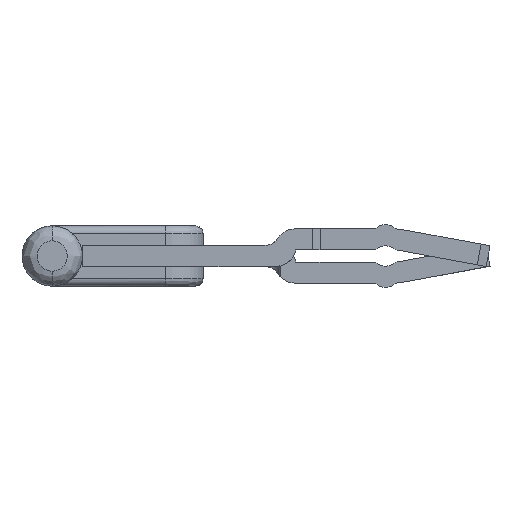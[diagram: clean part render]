
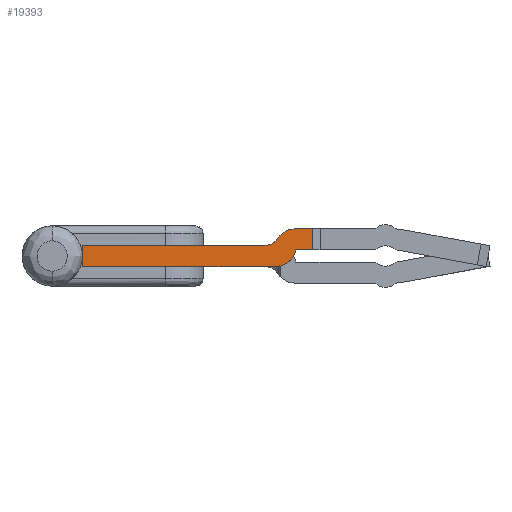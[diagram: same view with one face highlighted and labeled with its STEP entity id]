
A CAD part, left-side view. The second image highlights one B-rep face of the part: STEP entity #19393.
In plain terms, the highlighted planar face has unit normal (-1, 0, 0).
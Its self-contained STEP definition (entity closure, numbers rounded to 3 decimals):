
#23 = DIRECTION ( 'NONE',  ( -1., 0., 0. ) ) ;
#115 = VERTEX_POINT ( 'NONE', #18463 ) ;
#1101 = VECTOR ( 'NONE', #8471, 1000. ) ;
#1128 = CIRCLE ( 'NONE', #29681, 0.7 ) ;
#1283 = AXIS2_PLACEMENT_3D ( 'NONE', #32122, #1296, #19321 ) ;
#1296 = DIRECTION ( 'NONE',  ( -1., 0., 0. ) ) ;
#2296 = VERTEX_POINT ( 'NONE', #4639 ) ;
#2598 = DIRECTION ( 'NONE',  ( 1., 0., 0. ) ) ;
#2983 = VECTOR ( 'NONE', #4974, 1000. ) ;
#3685 = CARTESIAN_POINT ( 'NONE',  ( -119., -7.016, 0.7 ) ) ;
#3819 = ORIENTED_EDGE ( 'NONE', *, *, #8616, .T. ) ;
#3835 = ORIENTED_EDGE ( 'NONE', *, *, #31996, .T. ) ;
#4639 = CARTESIAN_POINT ( 'NONE',  ( -119., -0.63, 0.7 ) ) ;
#4974 = DIRECTION ( 'NONE',  ( 0., -1., 0. ) ) ;
#5397 = CARTESIAN_POINT ( 'NONE',  ( -119., -0.63, 0. ) ) ;
#5523 = EDGE_CURVE ( 'NONE', #2296, #15736, #19678, .T. ) ;
#5867 = DIRECTION ( 'NONE',  ( 0., -1., 0. ) ) ;
#6297 = DIRECTION ( 'NONE',  ( 0., 0., 1. ) ) ;
#6511 = AXIS2_PLACEMENT_3D ( 'NONE', #3685, #21713, #6297 ) ;
#6547 = VECTOR ( 'NONE', #22133, 1000. ) ;
#6558 = ORIENTED_EDGE ( 'NONE', *, *, #23737, .T. ) ;
#7269 = EDGE_CURVE ( 'NONE', #22502, #29595, #21390, .T. ) ;
#7677 = VECTOR ( 'NONE', #27833, 1000. ) ;
#7734 = CARTESIAN_POINT ( 'NONE',  ( -119., -8.25, 0.55 ) ) ;
#7850 = CARTESIAN_POINT ( 'NONE',  ( -119., -0.63, 0. ) ) ;
#7947 = LINE ( 'NONE', #16181, #1101 ) ;
#8471 = DIRECTION ( 'NONE',  ( 0., -1., 0. ) ) ;
#8616 = EDGE_CURVE ( 'NONE', #13751, #22869, #13434, .T. ) ;
#8624 = CARTESIAN_POINT ( 'NONE',  ( -119., -7.095, 0.929 ) ) ;
#12201 = CARTESIAN_POINT ( 'NONE',  ( -119., -8.25, 1.25 ) ) ;
#12219 = AXIS2_PLACEMENT_3D ( 'NONE', #18031, #2598, #20613 ) ;
#13214 = DIRECTION ( 'NONE',  ( 0., 0., -1. ) ) ;
#13434 = LINE ( 'NONE', #17000, #6547 ) ;
#13596 = CARTESIAN_POINT ( 'NONE',  ( -119., -6.675, 0.7 ) ) ;
#13708 = ORIENTED_EDGE ( 'NONE', *, *, #5523, .F. ) ;
#13751 = VERTEX_POINT ( 'NONE', #7850 ) ;
#14202 = PLANE ( 'NONE',  #1283 ) ;
#14763 = CARTESIAN_POINT ( 'NONE',  ( -119., -7.684, 1.25 ) ) ;
#15070 = FACE_OUTER_BOUND ( 'NONE', #29789, .T. ) ;
#15534 = CARTESIAN_POINT ( 'NONE',  ( -119., -7.684, 0.55 ) ) ;
#15736 = VERTEX_POINT ( 'NONE', #13596 ) ;
#16181 = CARTESIAN_POINT ( 'NONE',  ( -119., 0., 0.55 ) ) ;
#16732 = ORIENTED_EDGE ( 'NONE', *, *, #30796, .F. ) ;
#17000 = CARTESIAN_POINT ( 'NONE',  ( -119., -0.4, 0. ) ) ;
#17183 = VERTEX_POINT ( 'NONE', #14763 ) ;
#17247 = EDGE_CURVE ( 'NONE', #17183, #19306, #1128, .T. ) ;
#18031 = CARTESIAN_POINT ( 'NONE',  ( -119., -6.675, 1.2 ) ) ;
#18070 = DIRECTION ( 'NONE',  ( 0., 0., -1. ) ) ;
#18463 = CARTESIAN_POINT ( 'NONE',  ( -119., -7.7, 0.55 ) ) ;
#19048 = LINE ( 'NONE', #5397, #31917 ) ;
#19306 = VERTEX_POINT ( 'NONE', #8624 ) ;
#19321 = DIRECTION ( 'NONE',  ( 0., 0., 1. ) ) ;
#19393 = ADVANCED_FACE ( 'NONE', ( #15070 ), #14202, .T. ) ;
#19678 = LINE ( 'NONE', #26290, #24044 ) ;
#20184 = CIRCLE ( 'NONE', #12219, 0.5 ) ;
#20613 = DIRECTION ( 'NONE',  ( 0., 0., -1. ) ) ;
#21385 = EDGE_CURVE ( 'NONE', #115, #22502, #7947, .T. ) ;
#21390 = LINE ( 'NONE', #22793, #7677 ) ;
#21713 = DIRECTION ( 'NONE',  ( -1., 0., 0. ) ) ;
#22133 = DIRECTION ( 'NONE',  ( 0., -1., 0. ) ) ;
#22502 = VERTEX_POINT ( 'NONE', #7734 ) ;
#22793 = CARTESIAN_POINT ( 'NONE',  ( -119., -8.25, 0. ) ) ;
#22869 = VERTEX_POINT ( 'NONE', #27025 ) ;
#23737 = EDGE_CURVE ( 'NONE', #2296, #13751, #19048, .T. ) ;
#24044 = VECTOR ( 'NONE', #5867, 1000. ) ;
#25157 = CIRCLE ( 'NONE', #6511, 0.7 ) ;
#25633 = ORIENTED_EDGE ( 'NONE', *, *, #21385, .T. ) ;
#26290 = CARTESIAN_POINT ( 'NONE',  ( -119., -7.016, 0.7 ) ) ;
#27025 = CARTESIAN_POINT ( 'NONE',  ( -119., -7.016, 0. ) ) ;
#27833 = DIRECTION ( 'NONE',  ( 0., 0., 1. ) ) ;
#28176 = ORIENTED_EDGE ( 'NONE', *, *, #29967, .T. ) ;
#29115 = ORIENTED_EDGE ( 'NONE', *, *, #17247, .T. ) ;
#29404 = ORIENTED_EDGE ( 'NONE', *, *, #7269, .T. ) ;
#29595 = VERTEX_POINT ( 'NONE', #12201 ) ;
#29681 = AXIS2_PLACEMENT_3D ( 'NONE', #15534, #23, #18070 ) ;
#29789 = EDGE_LOOP ( 'NONE', ( #3835, #13708, #6558, #3819, #28176, #25633, #29404, #16732, #29115 ) ) ;
#29967 = EDGE_CURVE ( 'NONE', #22869, #115, #25157, .T. ) ;
#30796 = EDGE_CURVE ( 'NONE', #17183, #29595, #31175, .T. ) ;
#31175 = LINE ( 'NONE', #33223, #2983 ) ;
#31917 = VECTOR ( 'NONE', #13214, 1000. ) ;
#31996 = EDGE_CURVE ( 'NONE', #19306, #15736, #20184, .T. ) ;
#32122 = CARTESIAN_POINT ( 'NONE',  ( -119., -0.4, 0. ) ) ;
#33223 = CARTESIAN_POINT ( 'NONE',  ( -119., 0., 1.25 ) ) ;
